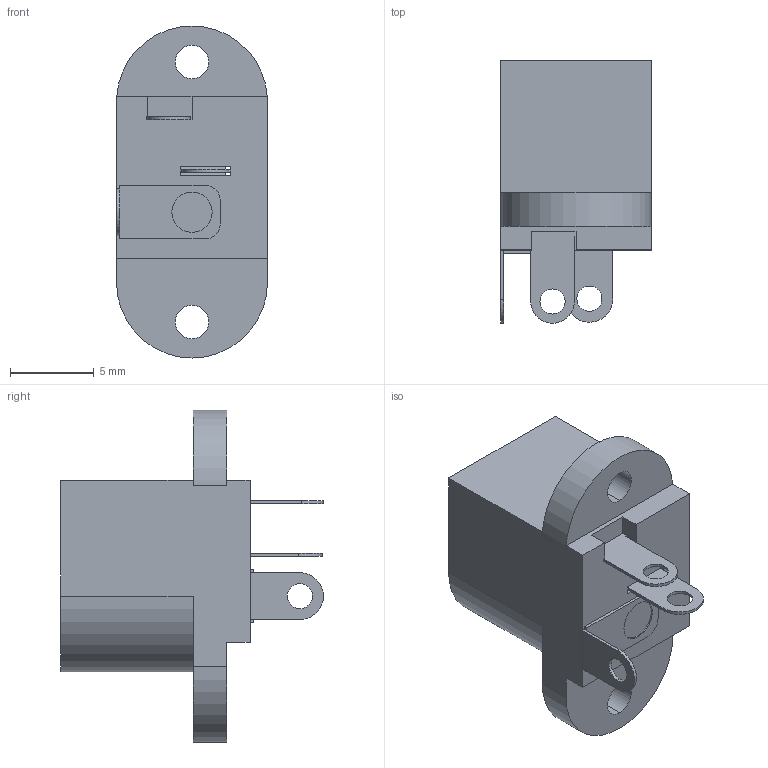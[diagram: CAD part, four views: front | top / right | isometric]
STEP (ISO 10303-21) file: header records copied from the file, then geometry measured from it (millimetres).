
FILE_DESCRIPTION (( 'STEP AP203' ), '1' );
FILE_NAME ('DC Power Jack 2.1mm.STEP', '2019-06-26T06:16:35', ( '' ), ( '' ), 'SwSTEP 2.0', 'SolidWorks 2017', '' );
FILE_SCHEMA (( 'CONFIG_CONTROL_DESIGN' ));
Length unit declared in the file: millimetre
Products named in the file (1): DC Power Jack 2.1mm
Bounding box: 9 x 15.67 x 19.8 mm (x, y, z)
Volume: 714.1 mm3; surface area: 1316.6 mm2
Topology: 3 solids, 3 shells, 113 faces, 303 edges, 199 vertices
Faces by surface type: plane 79, cylinder 32, torus 2
Entity records: 3618 total; most frequent: CARTESIAN_POINT 616, ORIENTED_EDGE 606, DIRECTION 603, EDGE_CURVE 303, LINE 231, VECTOR 231, VERTEX_POINT 199, AXIS2_PLACEMENT_3D 186
